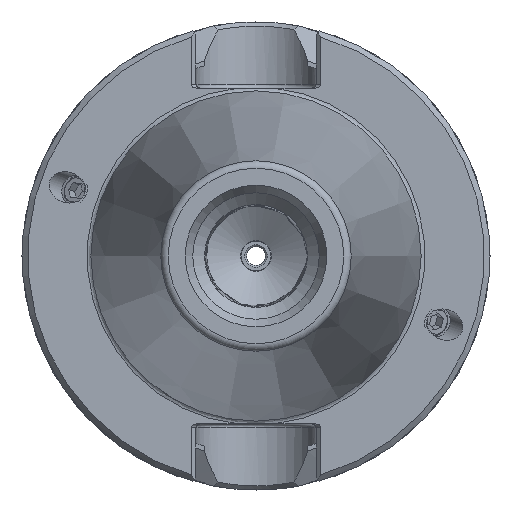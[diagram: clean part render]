
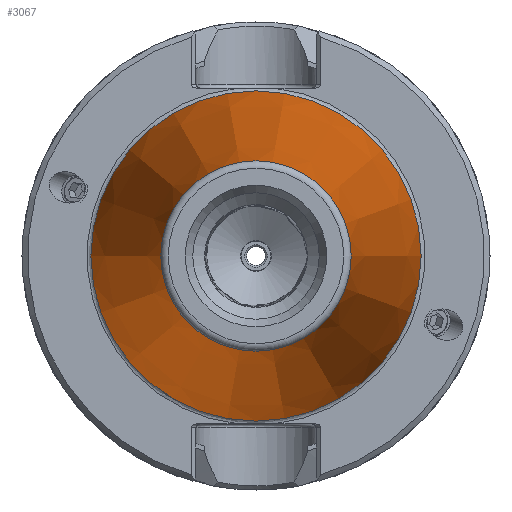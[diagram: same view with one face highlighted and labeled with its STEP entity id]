
A CAD part, left-side view. The second image highlights one B-rep face of the part: STEP entity #3067.
In plain terms, the highlighted conical face has half-angle 8.297 degrees and reference radius 17.456 mm.
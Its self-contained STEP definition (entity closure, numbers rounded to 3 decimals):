
#3024=CARTESIAN_POINT('',(-64.536,12.814,0.));
#3025=VERTEX_POINT('',#3024);
#3026=CARTESIAN_POINT('',(-64.536,0.,0.));
#3027=DIRECTION('',(-1.0,0.0,0.0));
#3028=DIRECTION('',(0.0,-1.0,0.0));
#3029=AXIS2_PLACEMENT_3D('',#3026,#3027,#3028);
#3030=CIRCLE('',#3029,12.814);
#3031=EDGE_CURVE('',#3025,#3025,#3030,.T.);
#3048=CARTESIAN_POINT('',(-32.703,0.0,0.0));
#3049=DIRECTION('',(1.0,0.0,0.0));
#3050=DIRECTION('',(0.,1.0,0.0));
#3051=AXIS2_PLACEMENT_3D('',#3048,#3049,#3050);
#3052=CONICAL_SURFACE('',#3051,17.456,8.297);
#3053=CARTESIAN_POINT('',(0.0,22.225,0.0));
#3054=VERTEX_POINT('',#3053);
#3055=CARTESIAN_POINT('',(0.0,0.0,0.0));
#3056=DIRECTION('',(1.0,0.,0.0));
#3057=DIRECTION('',(0.,1.0,0.0));
#3058=AXIS2_PLACEMENT_3D('',#3055,#3056,#3057);
#3059=CIRCLE('',#3058,22.225);
#3060=EDGE_CURVE('',#3054,#3054,#3059,.T.);
#3061=ORIENTED_EDGE('',*,*,#3060,.F.);
#3062=EDGE_LOOP('',(#3061));
#3063=FACE_OUTER_BOUND('',#3062,.T.);
#3064=ORIENTED_EDGE('',*,*,#3031,.F.);
#3065=EDGE_LOOP('',(#3064));
#3066=FACE_BOUND('',#3065,.T.);
#3067=ADVANCED_FACE('',(#3063,#3066),#3052,.T.);
